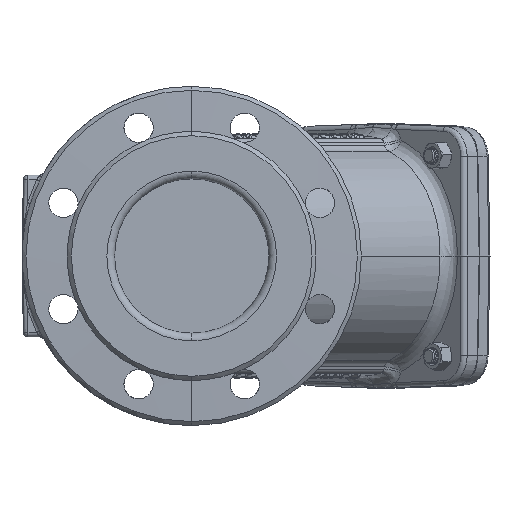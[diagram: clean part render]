
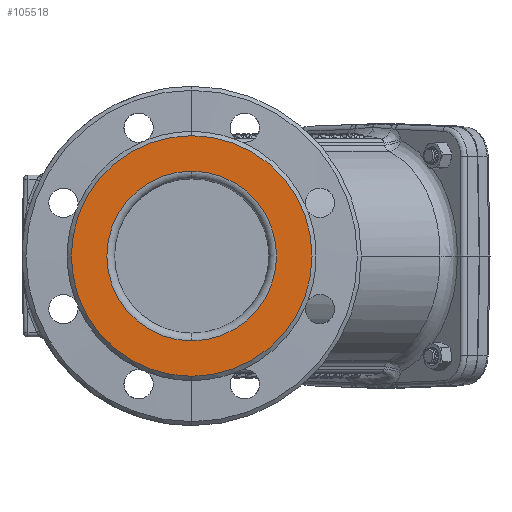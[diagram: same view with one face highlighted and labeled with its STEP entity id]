
A CAD part, front view. The second image highlights one B-rep face of the part: STEP entity #105518.
In plain terms, the highlighted planar face has unit normal (0, -1, 0).
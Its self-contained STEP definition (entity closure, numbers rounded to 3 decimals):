
#9063 = CIRCLE ( 'NONE', #121161, 55. ) ;
#9329 = CARTESIAN_POINT ( 'NONE',  ( 0., -150., 0. ) ) ;
#11321 = CARTESIAN_POINT ( 'NONE',  ( 0., -150., 55. ) ) ;
#13833 = EDGE_CURVE ( 'NONE', #144714, #80799, #9063, .T. ) ;
#27491 = VERTEX_POINT ( 'NONE', #184846 ) ;
#28756 = ORIENTED_EDGE ( 'NONE', *, *, #50422, .T. ) ;
#30424 = CARTESIAN_POINT ( 'NONE',  ( 0., -150., 0. ) ) ;
#32374 = DIRECTION ( 'NONE',  ( 0., 0., 1. ) ) ;
#34310 = EDGE_CURVE ( 'NONE', #59154, #27491, #102068, .T. ) ;
#37439 = FACE_OUTER_BOUND ( 'NONE', #135878, .T. ) ;
#42640 = CARTESIAN_POINT ( 'NONE',  ( 0., -150., -55. ) ) ;
#47991 = CARTESIAN_POINT ( 'NONE',  ( 0., -150., 0. ) ) ;
#48801 = CIRCLE ( 'NONE', #203655, 55. ) ;
#50422 = EDGE_CURVE ( 'NONE', #80799, #144714, #48801, .T. ) ;
#59154 = VERTEX_POINT ( 'NONE', #150660 ) ;
#67185 = DIRECTION ( 'NONE',  ( 0., 1., 0. ) ) ;
#68578 = AXIS2_PLACEMENT_3D ( 'NONE', #47991, #119872, #84254 ) ;
#78556 = CIRCLE ( 'NONE', #68578, 78. ) ;
#80799 = VERTEX_POINT ( 'NONE', #42640 ) ;
#83476 = ORIENTED_EDGE ( 'NONE', *, *, #137328, .F. ) ;
#84254 = DIRECTION ( 'NONE',  ( 0., 0., 1. ) ) ;
#99233 = DIRECTION ( 'NONE',  ( 0., 0., 1. ) ) ;
#102068 = CIRCLE ( 'NONE', #158998, 78. ) ;
#105518 = ADVANCED_FACE ( 'NONE', ( #189657, #37439 ), #207848, .F. ) ;
#105570 = EDGE_LOOP ( 'NONE', ( #142563, #28756 ) ) ;
#119872 = DIRECTION ( 'NONE',  ( 0., 1., 0. ) ) ;
#121161 = AXIS2_PLACEMENT_3D ( 'NONE', #9329, #222591, #186436 ) ;
#135878 = EDGE_LOOP ( 'NONE', ( #212122, #83476 ) ) ;
#137328 = EDGE_CURVE ( 'NONE', #27491, #59154, #78556, .T. ) ;
#139921 = DIRECTION ( 'NONE',  ( 0., 0., 1. ) ) ;
#142563 = ORIENTED_EDGE ( 'NONE', *, *, #13833, .T. ) ;
#144714 = VERTEX_POINT ( 'NONE', #11321 ) ;
#150660 = CARTESIAN_POINT ( 'NONE',  ( 0., -150., 78. ) ) ;
#157697 = DIRECTION ( 'NONE',  ( 0., 1., 0. ) ) ;
#158998 = AXIS2_PLACEMENT_3D ( 'NONE', #30424, #170411, #99233 ) ;
#170411 = DIRECTION ( 'NONE',  ( 0., 1., 0. ) ) ;
#173126 = CARTESIAN_POINT ( 'NONE',  ( 78., -150., 0. ) ) ;
#184846 = CARTESIAN_POINT ( 'NONE',  ( 0., -150., -78. ) ) ;
#186436 = DIRECTION ( 'NONE',  ( 0., 0., 1. ) ) ;
#189657 = FACE_BOUND ( 'NONE', #105570, .T. ) ;
#203655 = AXIS2_PLACEMENT_3D ( 'NONE', #210292, #157697, #139921 ) ;
#207848 = PLANE ( 'NONE',  #227886 ) ;
#210292 = CARTESIAN_POINT ( 'NONE',  ( 0., -150., 0. ) ) ;
#212122 = ORIENTED_EDGE ( 'NONE', *, *, #34310, .F. ) ;
#222591 = DIRECTION ( 'NONE',  ( 0., 1., 0. ) ) ;
#227886 = AXIS2_PLACEMENT_3D ( 'NONE', #173126, #67185, #32374 ) ;
